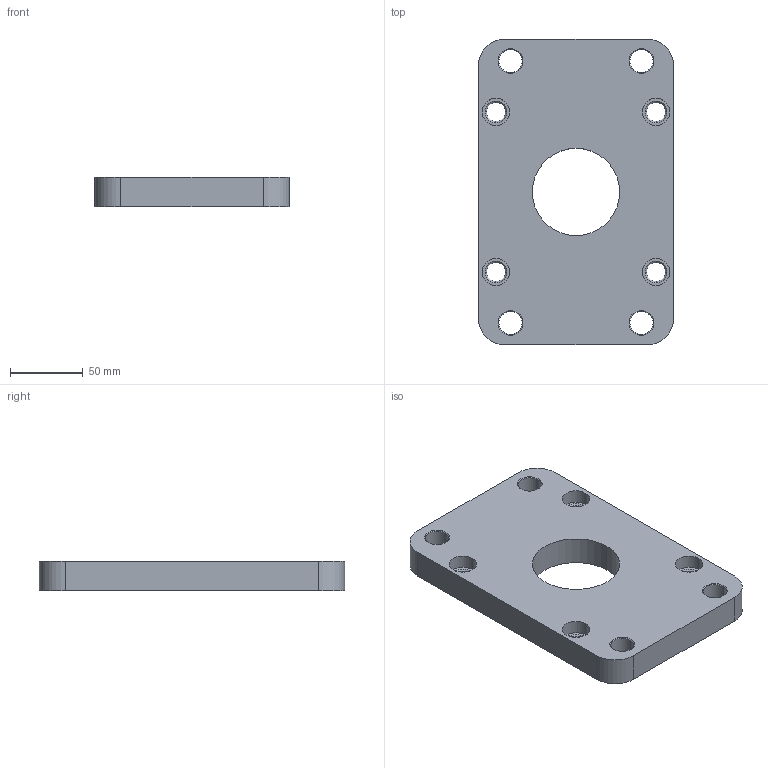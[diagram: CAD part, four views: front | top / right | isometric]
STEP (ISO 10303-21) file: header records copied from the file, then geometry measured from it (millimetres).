
FILE_DESCRIPTION (( 'STEP AP214' ), '1' );
FILE_NAME ('125 FB-FLM.STEP', '2010-08-09T07:44:37', ( '' ), ( '' ), 'SwSTEP 2.0', 'SolidWorks 2010', '' );
FILE_SCHEMA (( 'AUTOMOTIVE_DESIGN' ));
Length unit declared in the file: millimetre
Products named in the file (1): 125   FB-FLM
Bounding box: 134 x 210 x 20 mm (x, y, z)
Volume: 468143.5 mm3; surface area: 72167.1 mm2
Topology: 1 solids, 1 shells, 56 faces, 134 edges, 84 vertices
Faces by surface type: cylinder 30, cone 16, plane 10
Entity records: 1716 total; most frequent: DIRECTION 324, CARTESIAN_POINT 275, ORIENTED_EDGE 268, EDGE_CURVE 134, AXIS2_PLACEMENT_3D 133, VERTEX_POINT 84, EDGE_LOOP 78, CIRCLE 76
